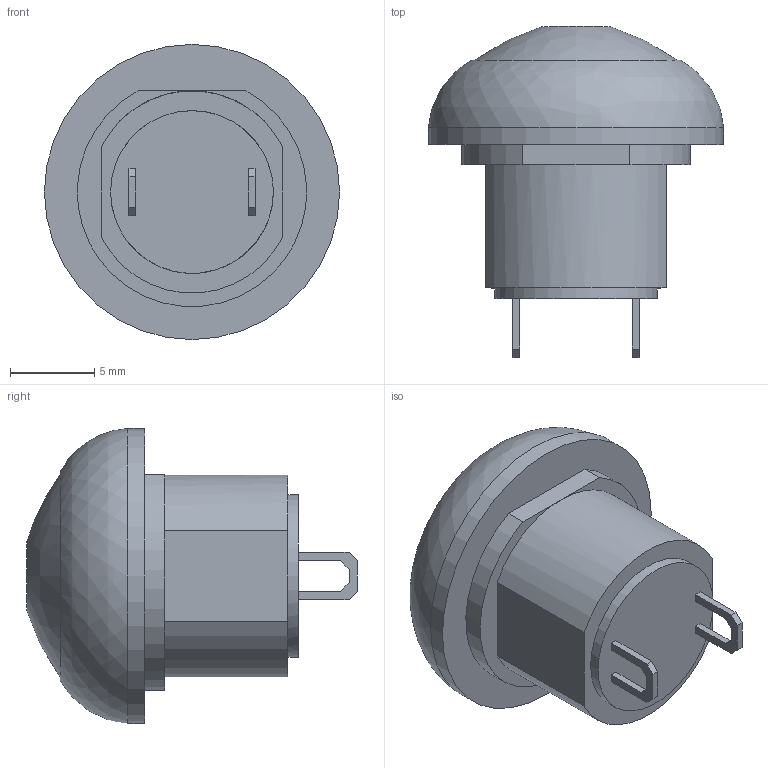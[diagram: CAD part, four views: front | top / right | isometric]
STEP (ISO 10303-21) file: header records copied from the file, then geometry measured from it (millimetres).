
FILE_DESCRIPTION(/* description */ (''),/* implementation_level */ '2;1');
FILE_NAME(/* name */ '2020-01-03-04-01-40401-Button.stp',/* time_stamp */ '2020-11-07T14:35:51+01:00',/* author */ ('nico'),/* organization */ (''),/* preprocessor_version */ 'ST-DEVELOPER v18',/* originating_system */ 'Autodesk Inventor 2020',/* authorisation */ '');
FILE_SCHEMA (('AUTOMOTIVE_DESIGN { 1 0 10303 214 3 1 1 }'));
Length unit declared in the file: millimetre
Products named in the file (1): Clutch Button1
Bounding box: 17.5 x 19.63 x 17.5 mm (x, y, z)
Volume: 2179.7 mm3; surface area: 1045.7 mm2
Topology: 1 solids, 1 shells, 40 faces, 111 edges, 76 vertices
Faces by surface type: plane 33, cylinder 5, bspline 2
Full cylindrical faces by diameter (mm): 9.65 x1, 17.5 x1
Entity records: 1447 total; most frequent: CARTESIAN_POINT 280, ORIENTED_EDGE 222, DIRECTION 213, EDGE_CURVE 111, LINE 87, VECTOR 87, VERTEX_POINT 76, AXIS2_PLACEMENT_3D 63
